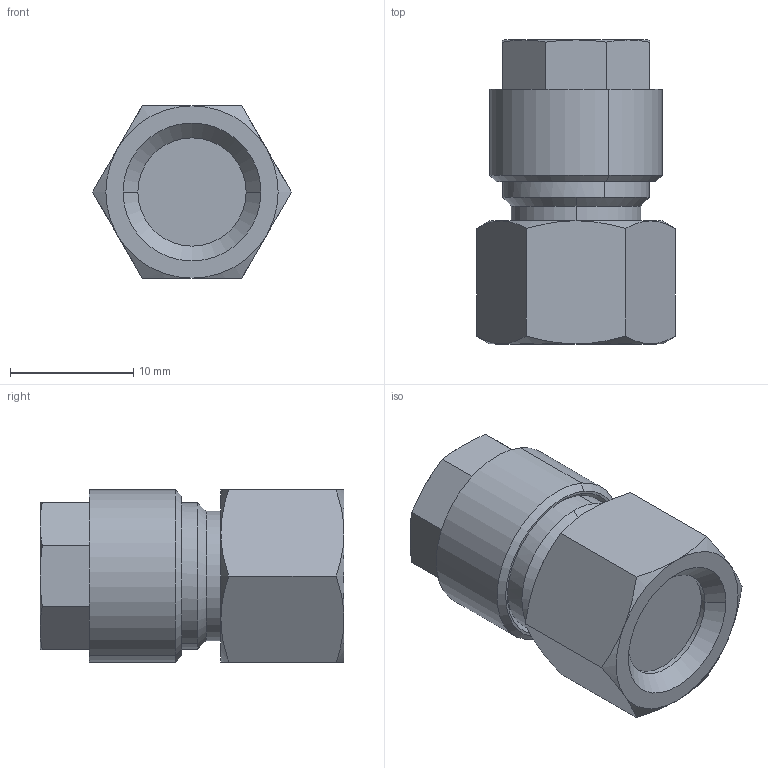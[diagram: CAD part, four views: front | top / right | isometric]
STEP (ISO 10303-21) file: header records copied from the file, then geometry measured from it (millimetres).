
FILE_DESCRIPTION(/* description */ ('VariCAD 2016-1.06 AP-214'),/* implementation_level */ '2;1');
FILE_NAME(/* name */ 'ack_186_msv.stp',/* time_stamp */ '2016-06-16T10:55:04+02:00',/* author */ (''),/* organization */ (''),/* preprocessor_version */ 'ST-DEVELOPER v14',/* originating_system */ 'VariCAD 2016-1.06; kernel version (20130303)',/* authorisation */ '');
FILE_SCHEMA (('AUTOMOTIVE_DESIGN'));
Length unit declared in the file: millimetre
Products named in the file (2): ack_186_msv
Assembly tree (1 placements, depth 2):
  ack_186_msv
    ack_186_msv
Bounding box: 16.17 x 24.7 x 14 mm (x, y, z)
Volume: 3449.4 mm3; surface area: 1586.9 mm2
Topology: 1 solids, 1 shells, 62 faces, 137 edges, 80 vertices
Faces by surface type: cone 30, plane 20, cylinder 10, torus 2
Entity records: 1806 total; most frequent: CARTESIAN_POINT 441, DIRECTION 280, ORIENTED_EDGE 270, EDGE_CURVE 135, AXIS2_PLACEMENT_3D 119, VERTEX_POINT 80, EDGE_LOOP 67, FACE_OUTER_BOUND 62
